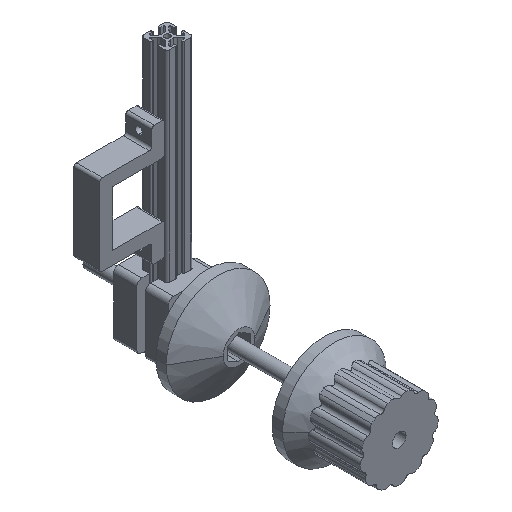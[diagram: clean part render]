
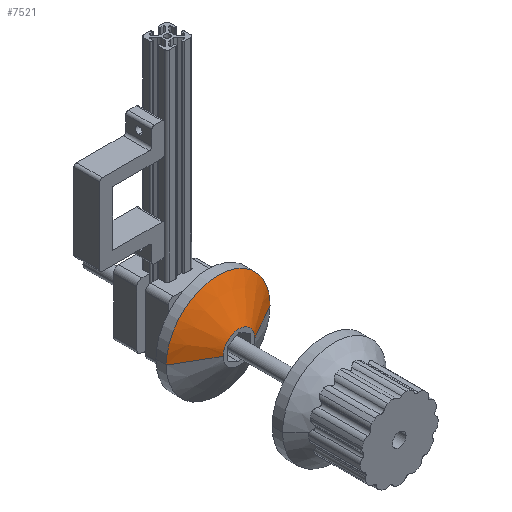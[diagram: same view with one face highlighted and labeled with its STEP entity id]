
A CAD part, isometric view. The second image highlights one B-rep face of the part: STEP entity #7521.
In plain terms, the highlighted conical face has half-angle 60 degrees and reference radius 12.2 mm.
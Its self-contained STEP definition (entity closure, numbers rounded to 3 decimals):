
#382 = DIRECTION ( 'NONE',  ( 0.866, 0.5, 0. ) ) ;
#409 = VERTEX_POINT ( 'NONE', #9290 ) ;
#687 = CARTESIAN_POINT ( 'NONE',  ( -3.375, -65.25, 20. ) ) ;
#1200 = VECTOR ( 'NONE', #382, 1000. ) ;
#1485 = DIRECTION ( 'NONE',  ( 1., 0., 0. ) ) ;
#1928 = VERTEX_POINT ( 'NONE', #11598 ) ;
#2220 = EDGE_CURVE ( 'NONE', #8007, #409, #2350, .T. ) ;
#2284 = EDGE_CURVE ( 'NONE', #409, #1928, #11711, .T. ) ;
#2350 = CIRCLE ( 'NONE', #5582, 12.2 ) ;
#2686 = DIRECTION ( 'NONE',  ( 1., 0., 0. ) ) ;
#3266 = VERTEX_POINT ( 'NONE', #5523 ) ;
#3281 = DIRECTION ( 'NONE',  ( -0.866, 0.5, 0. ) ) ;
#3620 = CIRCLE ( 'NONE', #10673, 40. ) ;
#4142 = AXIS2_PLACEMENT_3D ( 'NONE', #687, #7306, #10401 ) ;
#4293 = EDGE_CURVE ( 'NONE', #3266, #1928, #3620, .T. ) ;
#4651 = DIRECTION ( 'NONE',  ( 0., -1., 0. ) ) ;
#4700 = CARTESIAN_POINT ( 'NONE',  ( -3.375, -65.25, 20. ) ) ;
#5523 = CARTESIAN_POINT ( 'NONE',  ( 36.625, -49.2, 20. ) ) ;
#5582 = AXIS2_PLACEMENT_3D ( 'NONE', #4700, #12401, #2686 ) ;
#6197 = EDGE_LOOP ( 'NONE', ( #9987, #7779, #10110, #9288 ) ) ;
#7001 = LINE ( 'NONE', #11808, #1200 ) ;
#7306 = DIRECTION ( 'NONE',  ( 0., 1., 0. ) ) ;
#7521 = ADVANCED_FACE ( 'NONE', ( #11226 ), #9578, .T. ) ;
#7779 = ORIENTED_EDGE ( 'NONE', *, *, #12163, .T. ) ;
#8007 = VERTEX_POINT ( 'NONE', #10309 ) ;
#8856 = CARTESIAN_POINT ( 'NONE',  ( -15.575, -65.25, 20. ) ) ;
#9288 = ORIENTED_EDGE ( 'NONE', *, *, #2284, .F. ) ;
#9290 = CARTESIAN_POINT ( 'NONE',  ( -15.575, -65.25, 20. ) ) ;
#9578 = CONICAL_SURFACE ( 'NONE', #4142, 12.2, 1.047 ) ;
#9987 = ORIENTED_EDGE ( 'NONE', *, *, #2220, .F. ) ;
#10110 = ORIENTED_EDGE ( 'NONE', *, *, #4293, .T. ) ;
#10309 = CARTESIAN_POINT ( 'NONE',  ( 8.825, -65.25, 20. ) ) ;
#10401 = DIRECTION ( 'NONE',  ( -1., 0., 0. ) ) ;
#10673 = AXIS2_PLACEMENT_3D ( 'NONE', #12096, #4651, #1485 ) ;
#11226 = FACE_OUTER_BOUND ( 'NONE', #6197, .T. ) ;
#11598 = CARTESIAN_POINT ( 'NONE',  ( -43.375, -49.2, 20. ) ) ;
#11711 = LINE ( 'NONE', #8856, #11844 ) ;
#11808 = CARTESIAN_POINT ( 'NONE',  ( 8.825, -65.25, 20. ) ) ;
#11844 = VECTOR ( 'NONE', #3281, 1000. ) ;
#12096 = CARTESIAN_POINT ( 'NONE',  ( -3.375, -49.2, 20. ) ) ;
#12163 = EDGE_CURVE ( 'NONE', #8007, #3266, #7001, .T. ) ;
#12401 = DIRECTION ( 'NONE',  ( 0., -1., 0. ) ) ;
